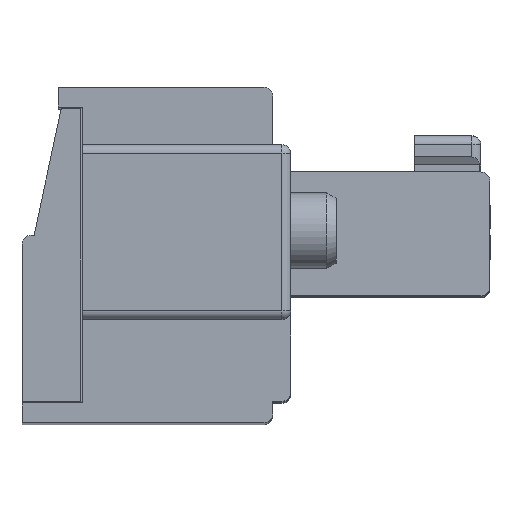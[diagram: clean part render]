
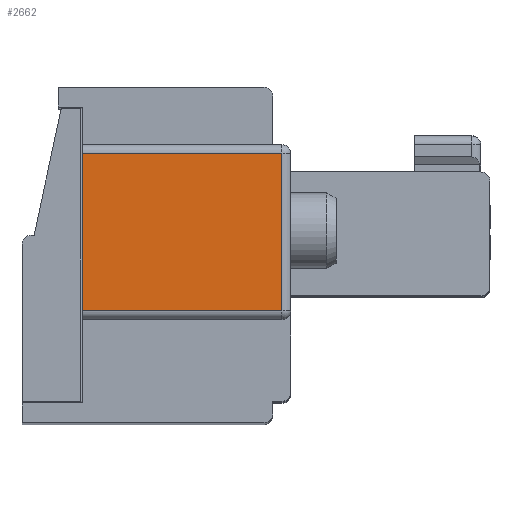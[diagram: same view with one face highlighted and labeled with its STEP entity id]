
A CAD part, top view. The second image highlights one B-rep face of the part: STEP entity #2662.
In plain terms, the highlighted planar face has unit normal (0, 0, 1).
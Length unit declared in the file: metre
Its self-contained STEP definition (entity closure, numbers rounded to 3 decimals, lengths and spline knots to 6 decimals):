
#2662=ADVANCED_FACE('',(#5470),#5471,.T.);
#5470=FACE_OUTER_BOUND('',#8279,.T.);
#5471=PLANE('',#8280);
#8279=EDGE_LOOP('',(#16154,#16155,#16156,#16157));
#8280=AXIS2_PLACEMENT_3D('',#16158,#16159,#16160);
#16154=ORIENTED_EDGE('',*,*,#19224,.T.);
#16155=ORIENTED_EDGE('',*,*,#18652,.T.);
#16156=ORIENTED_EDGE('',*,*,#18627,.T.);
#16157=ORIENTED_EDGE('',*,*,#18642,.T.);
#16158=CARTESIAN_POINT('',(0.007073,0.00941,0.035833));
#16159=DIRECTION('',(0.,0.,1.0));
#16160=DIRECTION('',(1.0,0.,0.0));
#18627=EDGE_CURVE('',#22946,#22944,#22947,.T.);
#18642=EDGE_CURVE('',#22944,#22968,#22971,.T.);
#18652=EDGE_CURVE('',#22981,#22946,#22984,.T.);
#19224=EDGE_CURVE('',#22968,#22981,#23751,.T.);
#22944=VERTEX_POINT('',#29227);
#22946=VERTEX_POINT('',#29229);
#22947=LINE('',#29230,#29231);
#22968=VERTEX_POINT('',#29257);
#22971=LINE('',#29260,#29261);
#22981=VERTEX_POINT('',#29272);
#22984=LINE('',#29276,#29277);
#23751=LINE('',#30453,#30454);
#29227=CARTESIAN_POINT('',(0.007073,0.00941,0.035833));
#29229=CARTESIAN_POINT('',(0.007073,0.00421,0.035833));
#29230=CARTESIAN_POINT('',(0.007073,0.00941,0.035833));
#29231=VECTOR('',#33222,1.0);
#29257=CARTESIAN_POINT('',(0.000473,0.00941,0.035833));
#29260=CARTESIAN_POINT('',(0.007073,0.00941,0.035833));
#29261=VECTOR('',#33246,1.0);
#29272=CARTESIAN_POINT('',(0.000473,0.00421,0.035833));
#29276=CARTESIAN_POINT('',(0.007073,0.00421,0.035833));
#29277=VECTOR('',#33261,1.0);
#30453=CARTESIAN_POINT('',(0.000473,0.00391,0.035833));
#30454=VECTOR('',#33672,1.0);
#33222=DIRECTION('',(0.,1.0,0.));
#33246=DIRECTION('',(-1.0,0.,0.));
#33261=DIRECTION('',(1.0,0.,0.));
#33672=DIRECTION('',(0.,-1.0,0.));
